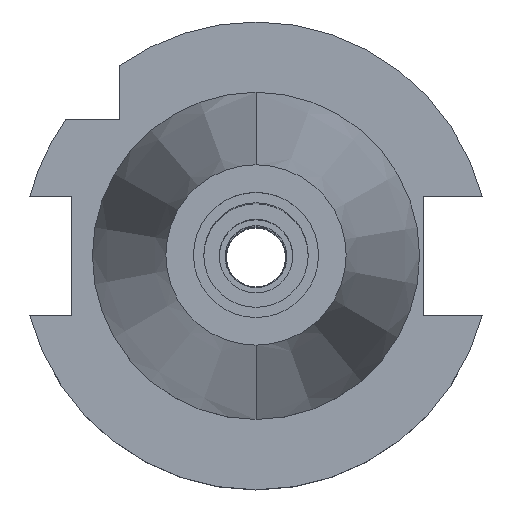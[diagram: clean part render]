
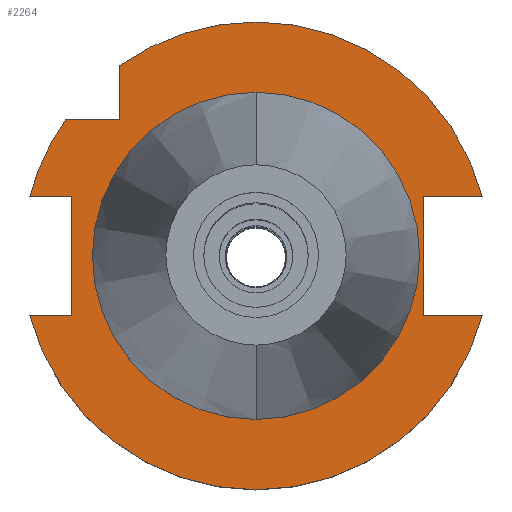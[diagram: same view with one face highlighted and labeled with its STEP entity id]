
A CAD part, top view. The second image highlights one B-rep face of the part: STEP entity #2264.
In plain terms, the highlighted planar face has unit normal (0, 0, 1).
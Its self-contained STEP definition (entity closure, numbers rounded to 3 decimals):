
#549=DIRECTION('',(0.,-1.,0.));
#550=VECTOR('',#549,7.334);
#551=CARTESIAN_POINT('',(-18.5,25.834,-3.2));
#552=LINE('',#551,#550);
#570=DIRECTION('',(1.,0.,0.));
#571=VECTOR('',#570,8.038);
#572=CARTESIAN_POINT('',(22.7,8.05,-3.2));
#573=LINE('',#572,#571);
#660=DIRECTION('',(-1.,0.,0.));
#661=VECTOR('',#660,5.738);
#662=CARTESIAN_POINT('',(-25.,-8.05,-3.2));
#663=LINE('',#662,#661);
#684=DIRECTION('',(0.,-1.,0.));
#685=VECTOR('',#684,16.1);
#686=CARTESIAN_POINT('',(-25.,8.05,-3.2));
#687=LINE('',#686,#685);
#743=DIRECTION('',(-1.,0.,0.));
#744=VECTOR('',#743,7.334);
#745=CARTESIAN_POINT('',(-18.5,18.5,-3.2));
#746=LINE('',#745,#744);
#767=CARTESIAN_POINT('',(0.,0.,-3.2));
#768=DIRECTION('',(0.,0.,-1.));
#769=DIRECTION('',(-0.582,0.813,0.));
#770=AXIS2_PLACEMENT_3D('',#767,#768,#769);
#775=CARTESIAN_POINT('',(0.,0.,-3.2));
#776=DIRECTION('',(0.,0.,-1.));
#777=DIRECTION('',(0.,1.,0.));
#778=AXIS2_PLACEMENT_3D('',#775,#776,#777);
#783=DIRECTION('',(0.,-1.,0.));
#784=VECTOR('',#783,16.1);
#785=CARTESIAN_POINT('',(22.7,8.05,-3.2));
#786=LINE('',#785,#784);
#790=DIRECTION('',(1.,0.,0.));
#791=VECTOR('',#790,8.038);
#792=CARTESIAN_POINT('',(22.7,-8.05,-3.2));
#793=LINE('',#792,#791);
#797=CARTESIAN_POINT('',(0.,0.,-3.2));
#798=DIRECTION('',(0.,0.,-1.));
#799=DIRECTION('',(0.967,-0.253,0.));
#800=AXIS2_PLACEMENT_3D('',#797,#798,#799);
#805=CARTESIAN_POINT('',(0.,0.,-3.2));
#806=DIRECTION('',(0.,0.,-1.));
#807=DIRECTION('',(0.,-1.,0.));
#808=AXIS2_PLACEMENT_3D('',#805,#806,#807);
#813=DIRECTION('',(-1.,0.,0.));
#814=VECTOR('',#813,5.738);
#815=CARTESIAN_POINT('',(-25.,8.05,-3.2));
#816=LINE('',#815,#814);
#820=CARTESIAN_POINT('',(0.,0.,-3.2));
#821=DIRECTION('',(0.,0.,-1.));
#822=DIRECTION('',(-0.967,0.253,0.));
#823=AXIS2_PLACEMENT_3D('',#820,#821,#822);
#828=CARTESIAN_POINT('',(0.,0.,-3.2));
#829=DIRECTION('',(0.,0.,1.));
#830=DIRECTION('',(0.,-1.,0.));
#831=AXIS2_PLACEMENT_3D('',#828,#829,#830);
#836=CARTESIAN_POINT('',(0.,0.,-3.2));
#837=DIRECTION('',(0.,0.,1.));
#838=DIRECTION('',(0.,1.,0.));
#839=AXIS2_PLACEMENT_3D('',#836,#837,#838);
#1454=CARTESIAN_POINT('',(-18.5,25.834,-3.2));
#1455=VERTEX_POINT('',#1454);
#1456=CARTESIAN_POINT('',(-18.5,18.5,-3.2));
#1457=VERTEX_POINT('',#1456);
#1472=CARTESIAN_POINT('',(-25.,-8.05,-3.2));
#1473=VERTEX_POINT('',#1472);
#1474=CARTESIAN_POINT('',(-30.738,-8.05,-3.2));
#1475=VERTEX_POINT('',#1474);
#1485=CARTESIAN_POINT('',(-25.,8.05,-3.2));
#1486=VERTEX_POINT('',#1485);
#1495=CARTESIAN_POINT('',(-30.738,8.05,-3.2));
#1496=VERTEX_POINT('',#1495);
#1543=CARTESIAN_POINT('',(0.,-31.775,-3.2));
#1544=VERTEX_POINT('',#1543);
#1545=CARTESIAN_POINT('',(30.738,-8.05,-3.2));
#1546=VERTEX_POINT('',#1545);
#1547=CARTESIAN_POINT('',(30.738,8.05,-3.2));
#1548=VERTEX_POINT('',#1547);
#1549=CARTESIAN_POINT('',(0.,31.775,-3.2));
#1550=VERTEX_POINT('',#1549);
#1551=CARTESIAN_POINT('',(-25.834,18.5,-3.2));
#1552=VERTEX_POINT('',#1551);
#1553=CARTESIAN_POINT('',(22.7,8.05,-3.2));
#1554=VERTEX_POINT('',#1553);
#1555=CARTESIAN_POINT('',(22.7,-8.05,-3.2));
#1556=VERTEX_POINT('',#1555);
#1557=CARTESIAN_POINT('',(0.,-22.225,-3.2));
#1558=CARTESIAN_POINT('',(0.,22.225,-3.2));
#1559=VERTEX_POINT('',#1557);
#1560=VERTEX_POINT('',#1558);
#2233=CARTESIAN_POINT('',(0.,0.,-3.2));
#2234=DIRECTION('',(0.,0.,-1.));
#2235=DIRECTION('',(0.,-1.,0.));
#2236=AXIS2_PLACEMENT_3D('',#2233,#2234,#2235);
#2237=PLANE('',#2236);
#2238=ORIENTED_EDGE('',*,*,#2021,.F.);
#2240=ORIENTED_EDGE('',*,*,#2239,.T.);
#2242=ORIENTED_EDGE('',*,*,#2241,.T.);
#2243=ORIENTED_EDGE('',*,*,#2053,.F.);
#2244=ORIENTED_EDGE('',*,*,#2079,.T.);
#2245=ORIENTED_EDGE('',*,*,#2105,.T.);
#2247=ORIENTED_EDGE('',*,*,#2246,.T.);
#2249=ORIENTED_EDGE('',*,*,#2248,.T.);
#2250=ORIENTED_EDGE('',*,*,#2136,.F.);
#2251=ORIENTED_EDGE('',*,*,#2162,.F.);
#2252=ORIENTED_EDGE('',*,*,#2188,.T.);
#2254=ORIENTED_EDGE('',*,*,#2253,.T.);
#2255=ORIENTED_EDGE('',*,*,#2215,.F.);
#2256=EDGE_LOOP('',(#2238,#2240,#2242,#2243,#2244,#2245,#2247,#2249,#2250,#2251,
#2252,#2254,#2255));
#2257=FACE_OUTER_BOUND('',#2256,.F.);
#2259=ORIENTED_EDGE('',*,*,#2258,.T.);
#2261=ORIENTED_EDGE('',*,*,#2260,.T.);
#2262=EDGE_LOOP('',(#2259,#2261));
#2263=FACE_BOUND('',#2262,.F.);
#771=CIRCLE('',#770,31.775);
#779=CIRCLE('',#778,31.775);
#801=CIRCLE('',#800,31.775);
#809=CIRCLE('',#808,31.775);
#824=CIRCLE('',#823,31.775);
#832=CIRCLE('',#831,22.225);
#840=CIRCLE('',#839,22.225);
#2021=EDGE_CURVE('',#1455,#1457,#552,.T.);
#2053=EDGE_CURVE('',#1554,#1548,#573,.T.);
#2079=EDGE_CURVE('',#1554,#1556,#786,.T.);
#2105=EDGE_CURVE('',#1556,#1546,#793,.T.);
#2136=EDGE_CURVE('',#1473,#1475,#663,.T.);
#2162=EDGE_CURVE('',#1486,#1473,#687,.T.);
#2188=EDGE_CURVE('',#1486,#1496,#816,.T.);
#2215=EDGE_CURVE('',#1457,#1552,#746,.T.);
#2239=EDGE_CURVE('',#1455,#1550,#771,.T.);
#2241=EDGE_CURVE('',#1550,#1548,#779,.T.);
#2246=EDGE_CURVE('',#1546,#1544,#801,.T.);
#2248=EDGE_CURVE('',#1544,#1475,#809,.T.);
#2253=EDGE_CURVE('',#1496,#1552,#824,.T.);
#2258=EDGE_CURVE('',#1559,#1560,#832,.T.);
#2260=EDGE_CURVE('',#1560,#1559,#840,.T.);
#2264=ADVANCED_FACE('',(#2257,#2263),#2237,.F.);
